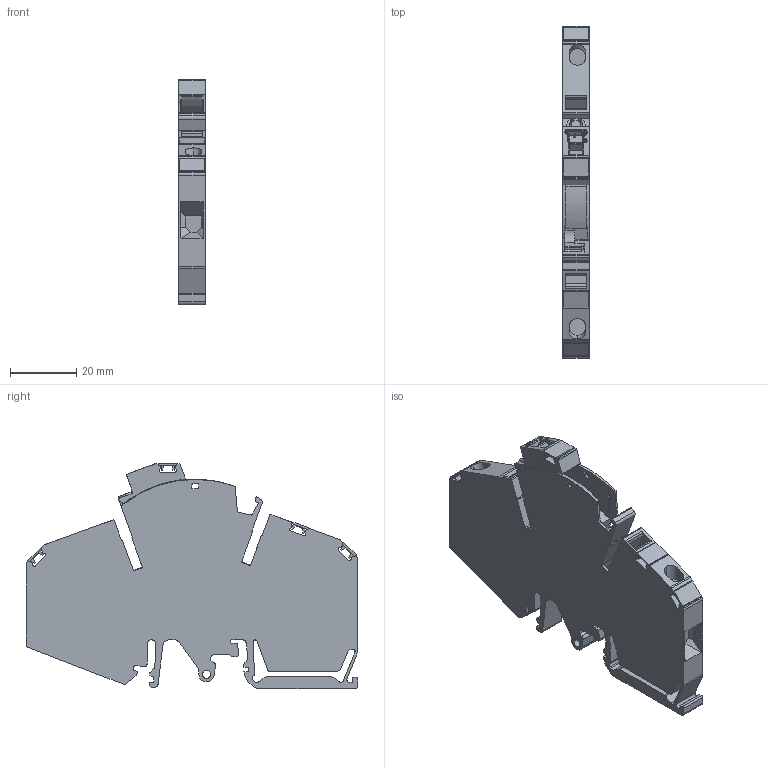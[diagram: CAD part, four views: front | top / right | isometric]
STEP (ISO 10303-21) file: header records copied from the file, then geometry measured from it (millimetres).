
FILE_DESCRIPTION(('CATIA V5 STEP Exchange','CAx-IF Rec.Pracs.--- Model Styling and Organization---1.4--- 2014-01-23'),'2;1');
FILE_NAME ('1320095-1_2', '2021-02-05T05:42:04+00:00', ('none'), ('Weidmueller'), 'CATIA Version 5-6 Release 2016 SP3 HF44', 'CATIA V5 STEP AP214', 'none');
FILE_SCHEMA(('AUTOMOTIVE_DESIGN { 1 0 10303 214 1 1 1 1 }'));
Length unit declared in the file: millimetre
Products named in the file (1): 2792440000
Bounding box: 8.1 x 100 x 68.09 mm (x, y, z)
Volume: 32485.3 mm3; surface area: 17382.2 mm2
Topology: 6 solids, 6 shells, 811 faces, 2258 edges, 1473 vertices
Faces by surface type: plane 457, cylinder 280, extrusion 25, torus 21, cone 17, bspline 7, sphere 4
Entity records: 26995 total; most frequent: CARTESIAN_POINT 6119, ORIENTED_EDGE 4504, DIRECTION 3483, EDGE_CURVE 2252, VECTOR 1587, LINE 1562, VERTEX_POINT 1473, AXIS2_PLACEMENT_3D 1214
